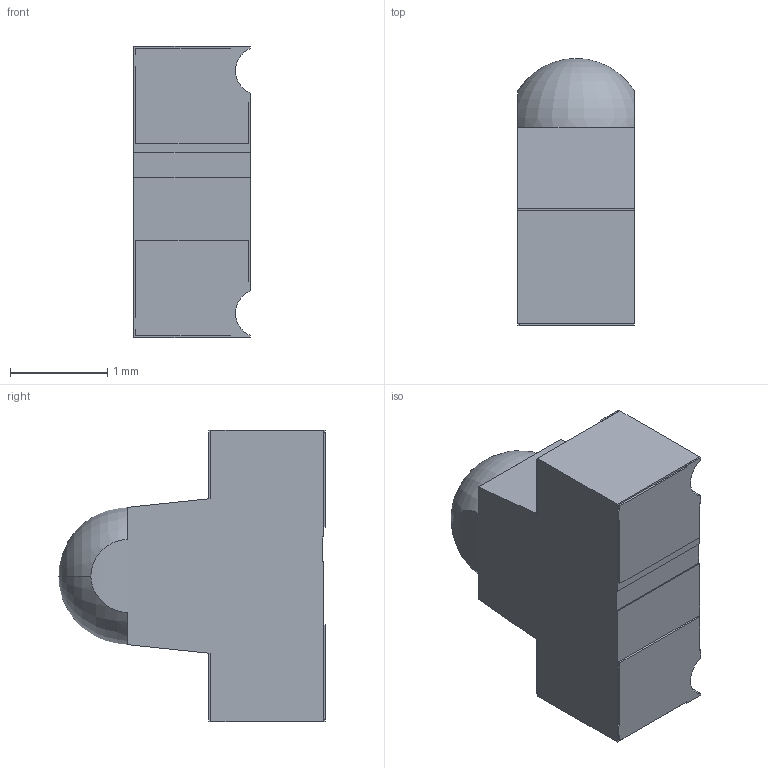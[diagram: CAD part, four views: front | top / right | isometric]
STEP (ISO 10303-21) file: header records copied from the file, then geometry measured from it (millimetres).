
FILE_DESCRIPTION (( 'STEP AP203' ), '1' );
FILE_NAME ('photo-set v4 (1).STEP', '2022-08-29T12:13:10', ( '' ), ( '' ), 'SwSTEP 2.0', 'SolidWorks 2022', '' );
FILE_SCHEMA (( 'CONFIG_CONTROL_DESIGN' ));
Length unit declared in the file: metre
Products named in the file (8): SFH 4045N--3DModel-STEP-56544 v1.step; SFH 4045N--3DModel-STEP-56544 v1-3.step; photo-set v4 (1).step; SFH 4045N--3DModel-STEP-56544 v1-2.step; photo-set v4 (1); SFH 4045N--3DModel-STEP-56544 v1-1.step; SFH 4045N--3DModel-STEP-56544 v1-0.step
Assembly tree (7 placements, depth 4):
  photo-set v4 (1)
    photo-set v4 (1)
      photo-set v4 (1).step
        SFH 4045N--3DModel-STEP-56544 v1-1.step
        SFH 4045N--3DModel-STEP-56544 v1-3.step
        SFH 4045N--3DModel-STEP-56544 v1.step
        SFH 4045N--3DModel-STEP-56544 v1-2.step
        SFH 4045N--3DModel-STEP-56544 v1-0.step
Bounding box: 1.21 x 2.75 x 3 mm (x, y, z)
Volume: 6.4 mm3; surface area: 40.3 mm2
Topology: 5 solids, 5 shells, 97 faces, 254 edges, 165 vertices
Faces by surface type: plane 91, cylinder 4, torus 2
Entity records: 3794 total; most frequent: CARTESIAN_POINT 562, ORIENTED_EDGE 504, DIRECTION 480, EDGE_CURVE 252, VECTOR 234, LINE 234, VERTEX_POINT 165, AXIS2_PLACEMENT_3D 123
